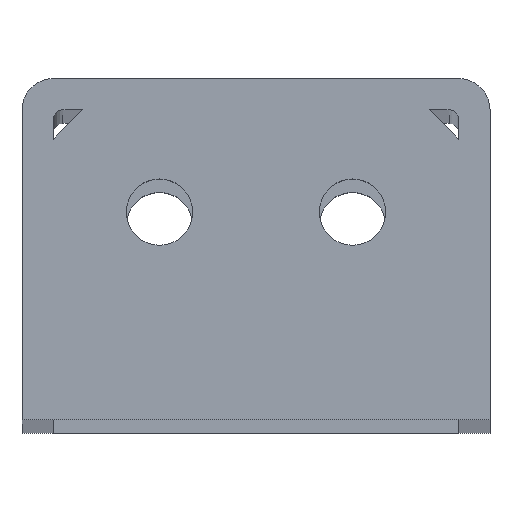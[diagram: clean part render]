
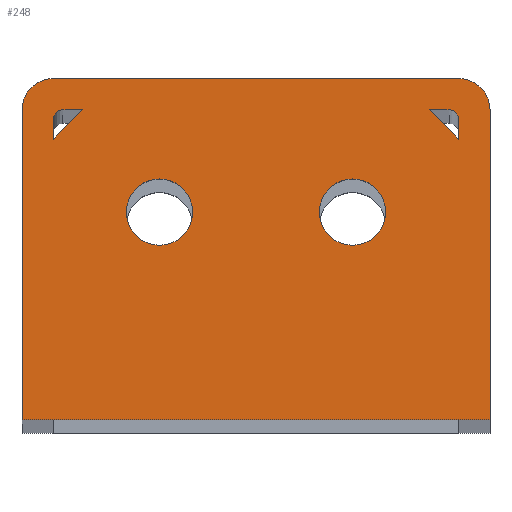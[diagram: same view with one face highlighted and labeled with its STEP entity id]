
A CAD part, top view. The second image highlights one B-rep face of the part: STEP entity #248.
In plain terms, the highlighted planar face has unit normal (0, 0, 1).
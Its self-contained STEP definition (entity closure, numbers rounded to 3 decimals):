
#3 = VERTEX_POINT ( 'NONE', #1190 ) ;
#6 = CARTESIAN_POINT ( 'NONE',  ( -13.3, 21.3, 800. ) ) ;
#12 = VECTOR ( 'NONE', #772, 1000. ) ;
#16 = AXIS2_PLACEMENT_3D ( 'NONE', #1065, #987, #994 ) ;
#22 = EDGE_CURVE ( 'NONE', #440, #1183, #834, .T. ) ;
#24 = FACE_BOUND ( 'NONE', #59, .T. ) ;
#25 = ORIENTED_EDGE ( 'NONE', *, *, #67, .T. ) ;
#33 = FACE_OUTER_BOUND ( 'NONE', #398, .T. ) ;
#36 = CARTESIAN_POINT ( 'NONE',  ( -20.8, 30.8, 800. ) ) ;
#48 = AXIS2_PLACEMENT_3D ( 'NONE', #969, #885, #571 ) ;
#54 = VERTEX_POINT ( 'NONE', #1101 ) ;
#59 = EDGE_LOOP ( 'NONE', ( #1193, #1108 ) ) ;
#67 = EDGE_CURVE ( 'NONE', #54, #1095, #264, .T. ) ;
#69 = AXIS2_PLACEMENT_3D ( 'NONE', #515, #218, #606 ) ;
#110 = VECTOR ( 'NONE', #555, 1000. ) ;
#112 = CARTESIAN_POINT ( 'NONE',  ( 17.8, 31.8, 800. ) ) ;
#118 = DIRECTION ( 'NONE',  ( 1., 0., 0. ) ) ;
#121 = FACE_BOUND ( 'NONE', #674, .T. ) ;
#143 = EDGE_CURVE ( 'NONE', #3, #1109, #735, .T. ) ;
#146 = CIRCLE ( 'NONE', #16, 3.4 ) ;
#152 = VERTEX_POINT ( 'NONE', #1142 ) ;
#153 = CARTESIAN_POINT ( 'NONE',  ( 24., 0., 800. ) ) ;
#158 = DIRECTION ( 'NONE',  ( 0., 0., 1. ) ) ;
#167 = DIRECTION ( 'NONE',  ( 1., 0., 0. ) ) ;
#173 = CARTESIAN_POINT ( 'NONE',  ( 20.8, 28.8, 800. ) ) ;
#175 = ORIENTED_EDGE ( 'NONE', *, *, #22, .T. ) ;
#181 = VERTEX_POINT ( 'NONE', #483 ) ;
#187 = CARTESIAN_POINT ( 'NONE',  ( 13.3, 21.3, 800. ) ) ;
#191 = EDGE_CURVE ( 'NONE', #934, #1098, #481, .T. ) ;
#194 = CARTESIAN_POINT ( 'NONE',  ( -24., 0., 800. ) ) ;
#198 = DIRECTION ( 'NONE',  ( 1., 0., 0. ) ) ;
#218 = DIRECTION ( 'NONE',  ( 0., 0., -1. ) ) ;
#231 = ORIENTED_EDGE ( 'NONE', *, *, #775, .T. ) ;
#235 = CARTESIAN_POINT ( 'NONE',  ( 19.8, 30.8, 800. ) ) ;
#242 = EDGE_CURVE ( 'NONE', #1090, #54, #1037, .T. ) ;
#248 = ADVANCED_FACE ( 'NONE', ( #24, #121, #498, #33, #998 ), #622, .T. ) ;
#253 = ORIENTED_EDGE ( 'NONE', *, *, #1012, .T. ) ;
#264 = LINE ( 'NONE', #554, #1159 ) ;
#297 = LINE ( 'NONE', #1113, #12 ) ;
#298 = ORIENTED_EDGE ( 'NONE', *, *, #1117, .T. ) ;
#303 = DIRECTION ( 'NONE',  ( 0., 0., 1. ) ) ;
#307 = CARTESIAN_POINT ( 'NONE',  ( -9.9, 21.3, 800. ) ) ;
#312 = ORIENTED_EDGE ( 'NONE', *, *, #901, .T. ) ;
#322 = CARTESIAN_POINT ( 'NONE',  ( -6.5, 21.3, 800. ) ) ;
#332 = VECTOR ( 'NONE', #490, 1000. ) ;
#375 = ORIENTED_EDGE ( 'NONE', *, *, #143, .T. ) ;
#380 = CARTESIAN_POINT ( 'NONE',  ( -24., 31.8, 800. ) ) ;
#398 = EDGE_LOOP ( 'NONE', ( #312, #460, #828, #298, #375, #589 ) ) ;
#403 = VERTEX_POINT ( 'NONE', #187 ) ;
#407 = CARTESIAN_POINT ( 'NONE',  ( 6.5, 21.3, 800. ) ) ;
#428 = CARTESIAN_POINT ( 'NONE',  ( 20.8, 31.8, 800. ) ) ;
#440 = VERTEX_POINT ( 'NONE', #1006 ) ;
#442 = VECTOR ( 'NONE', #1091, 1000. ) ;
#450 = CARTESIAN_POINT ( 'NONE',  ( -20.8, 28.8, 800. ) ) ;
#460 = ORIENTED_EDGE ( 'NONE', *, *, #1032, .T. ) ;
#476 = EDGE_CURVE ( 'NONE', #1183, #1039, #1022, .T. ) ;
#481 = CIRCLE ( 'NONE', #677, 3.4 ) ;
#483 = CARTESIAN_POINT ( 'NONE',  ( 24., 31.8, 800. ) ) ;
#484 = CIRCLE ( 'NONE', #502, 3.4 ) ;
#490 = DIRECTION ( 'NONE',  ( -0.707, 0.707, 0. ) ) ;
#491 = CARTESIAN_POINT ( 'NONE',  ( 20.8, 31.8, 800. ) ) ;
#493 = CARTESIAN_POINT ( 'NONE',  ( 24., 0., 800. ) ) ;
#496 = EDGE_LOOP ( 'NONE', ( #780, #699, #253, #175 ) ) ;
#498 = FACE_BOUND ( 'NONE', #496, .T. ) ;
#502 = AXIS2_PLACEMENT_3D ( 'NONE', #792, #1161, #968 ) ;
#515 = CARTESIAN_POINT ( 'NONE',  ( -19.8, 30.8, 800. ) ) ;
#540 = AXIS2_PLACEMENT_3D ( 'NONE', #428, #158, #802 ) ;
#549 = CARTESIAN_POINT ( 'NONE',  ( -24., 35., 800. ) ) ;
#554 = CARTESIAN_POINT ( 'NONE',  ( -20.8, 31.8, 800. ) ) ;
#555 = DIRECTION ( 'NONE',  ( 0., -1., 0. ) ) ;
#556 = VERTEX_POINT ( 'NONE', #493 ) ;
#571 = DIRECTION ( 'NONE',  ( 1., 0., 0. ) ) ;
#589 = ORIENTED_EDGE ( 'NONE', *, *, #1041, .T. ) ;
#606 = DIRECTION ( 'NONE',  ( 1., 0., 0. ) ) ;
#622 = PLANE ( 'NONE',  #812 ) ;
#628 = DIRECTION ( 'NONE',  ( 0., 1., 0. ) ) ;
#658 = ORIENTED_EDGE ( 'NONE', *, *, #1145, .T. ) ;
#664 = ORIENTED_EDGE ( 'NONE', *, *, #683, .F. ) ;
#674 = EDGE_LOOP ( 'NONE', ( #945, #664 ) ) ;
#677 = AXIS2_PLACEMENT_3D ( 'NONE', #307, #679, #198 ) ;
#679 = DIRECTION ( 'NONE',  ( 0., 0., 1. ) ) ;
#681 = CARTESIAN_POINT ( 'NONE',  ( -9.9, 21.3, 800. ) ) ;
#683 = EDGE_CURVE ( 'NONE', #850, #403, #484, .T. ) ;
#695 = CIRCLE ( 'NONE', #759, 3.4 ) ;
#698 = DIRECTION ( 'NONE',  ( 0., 0., -1. ) ) ;
#699 = ORIENTED_EDGE ( 'NONE', *, *, #830, .T. ) ;
#700 = AXIS2_PLACEMENT_3D ( 'NONE', #235, #698, #974 ) ;
#705 = LINE ( 'NONE', #896, #1086 ) ;
#714 = VECTOR ( 'NONE', #825, 1000. ) ;
#722 = CARTESIAN_POINT ( 'NONE',  ( -20.8, 0., 800. ) ) ;
#724 = LINE ( 'NONE', #549, #442 ) ;
#728 = VERTEX_POINT ( 'NONE', #36 ) ;
#729 = CARTESIAN_POINT ( 'NONE',  ( -20.8, 28.8, 800. ) ) ;
#733 = DIRECTION ( 'NONE',  ( 1., 0., 0. ) ) ;
#735 = CIRCLE ( 'NONE', #48, 3.2 ) ;
#737 = VECTOR ( 'NONE', #1089, 1000. ) ;
#744 = EDGE_CURVE ( 'NONE', #403, #850, #146, .T. ) ;
#747 = CARTESIAN_POINT ( 'NONE',  ( -17.8, 31.8, 800. ) ) ;
#759 = AXIS2_PLACEMENT_3D ( 'NONE', #681, #303, #766 ) ;
#761 = CARTESIAN_POINT ( 'NONE',  ( -20.8, 31.8, 800. ) ) ;
#766 = DIRECTION ( 'NONE',  ( 1., 0., 0. ) ) ;
#772 = DIRECTION ( 'NONE',  ( -1., 0., 0. ) ) ;
#775 = EDGE_CURVE ( 'NONE', #1095, #152, #861, .T. ) ;
#780 = ORIENTED_EDGE ( 'NONE', *, *, #476, .T. ) ;
#792 = CARTESIAN_POINT ( 'NONE',  ( 9.9, 21.3, 800. ) ) ;
#796 = VERTEX_POINT ( 'NONE', #1070 ) ;
#802 = DIRECTION ( 'NONE',  ( 1., 0., 0. ) ) ;
#812 = AXIS2_PLACEMENT_3D ( 'NONE', #985, #1083, #913 ) ;
#818 = CIRCLE ( 'NONE', #540, 3.2 ) ;
#819 = EDGE_CURVE ( 'NONE', #181, #796, #818, .T. ) ;
#825 = DIRECTION ( 'NONE',  ( -0.707, -0.707, 0. ) ) ;
#828 = ORIENTED_EDGE ( 'NONE', *, *, #819, .T. ) ;
#830 = EDGE_CURVE ( 'NONE', #1039, #728, #890, .T. ) ;
#834 = LINE ( 'NONE', #761, #1100 ) ;
#850 = VERTEX_POINT ( 'NONE', #407 ) ;
#856 = LINE ( 'NONE', #491, #110 ) ;
#861 = CIRCLE ( 'NONE', #700, 1. ) ;
#866 = EDGE_LOOP ( 'NONE', ( #912, #25, #231, #658 ) ) ;
#885 = DIRECTION ( 'NONE',  ( 0., 0., 1. ) ) ;
#890 = LINE ( 'NONE', #722, #737 ) ;
#896 = CARTESIAN_POINT ( 'NONE',  ( -24., 0., 800. ) ) ;
#901 = EDGE_CURVE ( 'NONE', #1199, #556, #705, .T. ) ;
#912 = ORIENTED_EDGE ( 'NONE', *, *, #242, .T. ) ;
#913 = DIRECTION ( 'NONE',  ( 1., 0., 0. ) ) ;
#934 = VERTEX_POINT ( 'NONE', #322 ) ;
#945 = ORIENTED_EDGE ( 'NONE', *, *, #744, .F. ) ;
#966 = CIRCLE ( 'NONE', #69, 1. ) ;
#968 = DIRECTION ( 'NONE',  ( 1., 0., 0. ) ) ;
#969 = CARTESIAN_POINT ( 'NONE',  ( -20.8, 31.8, 800. ) ) ;
#974 = DIRECTION ( 'NONE',  ( 1., 0., 0. ) ) ;
#983 = LINE ( 'NONE', #153, #1163 ) ;
#985 = CARTESIAN_POINT ( 'NONE',  ( 0., 0., 800. ) ) ;
#987 = DIRECTION ( 'NONE',  ( 0., 0., 1. ) ) ;
#994 = DIRECTION ( 'NONE',  ( 1., 0., 0. ) ) ;
#998 = FACE_BOUND ( 'NONE', #866, .T. ) ;
#1006 = CARTESIAN_POINT ( 'NONE',  ( -19.8, 31.8, 800. ) ) ;
#1012 = EDGE_CURVE ( 'NONE', #728, #440, #966, .T. ) ;
#1019 = CARTESIAN_POINT ( 'NONE',  ( 19.8, 31.8, 800. ) ) ;
#1022 = LINE ( 'NONE', #450, #714 ) ;
#1032 = EDGE_CURVE ( 'NONE', #556, #181, #983, .T. ) ;
#1037 = LINE ( 'NONE', #112, #332 ) ;
#1039 = VERTEX_POINT ( 'NONE', #729 ) ;
#1041 = EDGE_CURVE ( 'NONE', #1109, #1199, #724, .T. ) ;
#1065 = CARTESIAN_POINT ( 'NONE',  ( 9.9, 21.3, 800. ) ) ;
#1070 = CARTESIAN_POINT ( 'NONE',  ( 20.8, 35., 800. ) ) ;
#1083 = DIRECTION ( 'NONE',  ( 0., 0., 1. ) ) ;
#1086 = VECTOR ( 'NONE', #118, 1000. ) ;
#1089 = DIRECTION ( 'NONE',  ( 0., 1., 0. ) ) ;
#1090 = VERTEX_POINT ( 'NONE', #173 ) ;
#1091 = DIRECTION ( 'NONE',  ( 0., -1., 0. ) ) ;
#1095 = VERTEX_POINT ( 'NONE', #1019 ) ;
#1098 = VERTEX_POINT ( 'NONE', #6 ) ;
#1100 = VECTOR ( 'NONE', #733, 1000. ) ;
#1101 = CARTESIAN_POINT ( 'NONE',  ( 17.8, 31.8, 800. ) ) ;
#1108 = ORIENTED_EDGE ( 'NONE', *, *, #1135, .F. ) ;
#1109 = VERTEX_POINT ( 'NONE', #380 ) ;
#1113 = CARTESIAN_POINT ( 'NONE',  ( 24., 35., 800. ) ) ;
#1117 = EDGE_CURVE ( 'NONE', #796, #3, #297, .T. ) ;
#1135 = EDGE_CURVE ( 'NONE', #1098, #934, #695, .T. ) ;
#1142 = CARTESIAN_POINT ( 'NONE',  ( 20.8, 30.8, 800. ) ) ;
#1145 = EDGE_CURVE ( 'NONE', #152, #1090, #856, .T. ) ;
#1159 = VECTOR ( 'NONE', #167, 1000. ) ;
#1161 = DIRECTION ( 'NONE',  ( 0., 0., 1. ) ) ;
#1163 = VECTOR ( 'NONE', #628, 1000. ) ;
#1183 = VERTEX_POINT ( 'NONE', #747 ) ;
#1190 = CARTESIAN_POINT ( 'NONE',  ( -20.8, 35., 800. ) ) ;
#1193 = ORIENTED_EDGE ( 'NONE', *, *, #191, .F. ) ;
#1199 = VERTEX_POINT ( 'NONE', #194 ) ;
